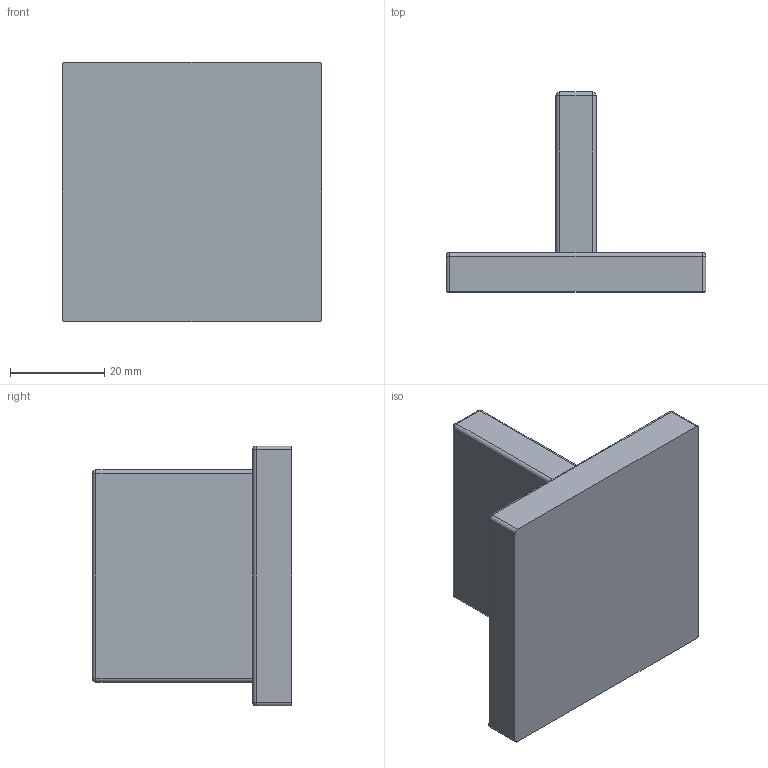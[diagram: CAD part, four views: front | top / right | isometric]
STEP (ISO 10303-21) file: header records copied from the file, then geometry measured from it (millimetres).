
FILE_DESCRIPTION (( 'STEP AP203' ), '1' );
FILE_NAME ('20000783-00.STEP', '2018-07-03T14:15:59', ( '' ), ( '' ), 'SwSTEP 2.0', 'SolidWorks 2017', '' );
FILE_SCHEMA (( 'CONFIG_CONTROL_DESIGN' ));
Length unit declared in the file: millimetre
Products named in the file (3): Planungsmodell_Abdeckung-+-33.543.780-01_ _K8_55,1x8,3x55,1; Planungsmodell_Abdeckung-+-33.543.780-01_ _K12_8,5x34x45; 20000783-00
Assembly tree (2 placements, depth 2):
  20000783-00
    Planungsmodell_Abdeckung-+-33.543.780-01_ _K8_55,1x8,3x55,1
    Planungsmodell_Abdeckung-+-33.543.780-01_ _K12_8,5x34x45
Bounding box: 55.1 x 42.3 x 55.1 mm (x, y, z)
Volume: 38136.4 mm3; surface area: 12132 mm2
Topology: 2 solids, 2 shells, 36 faces, 80 edges, 40 vertices
Faces by surface type: cylinder 16, plane 12, sphere 8
Entity records: 1221 total; most frequent: DIRECTION 186, CARTESIAN_POINT 153, ORIENTED_EDGE 144, AXIS2_PLACEMENT_3D 73, EDGE_CURVE 72, VECTOR 40, VERTEX_POINT 40, LINE 40
